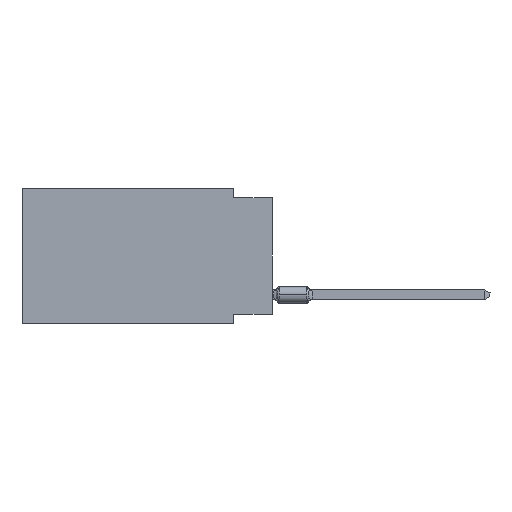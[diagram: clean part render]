
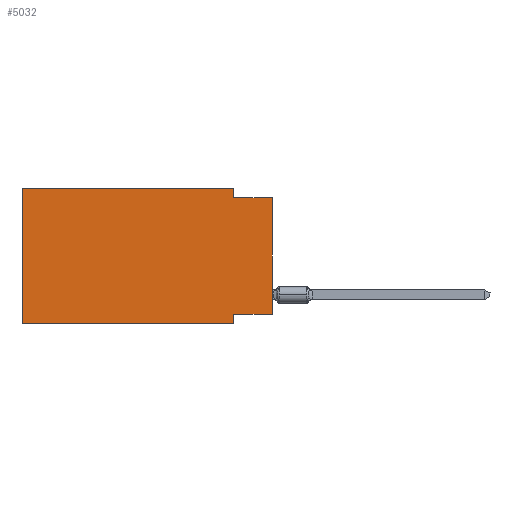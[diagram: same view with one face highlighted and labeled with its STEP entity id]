
A CAD part, left-side view. The second image highlights one B-rep face of the part: STEP entity #5032.
In plain terms, the highlighted planar face has unit normal (-1, 0, 0).
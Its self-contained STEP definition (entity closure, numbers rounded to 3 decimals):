
#924 = EDGE_CURVE ( 'NONE', #51563, #53280, #62780, .T. ) ;
#1810 = EDGE_CURVE ( 'NONE', #7182, #75070, #68724, .T. ) ;
#3151 = EDGE_CURVE ( 'NONE', #7182, #74504, #75379, .T. ) ;
#4119 = ORIENTED_EDGE ( 'NONE', *, *, #22634, .T. ) ;
#4643 = VECTOR ( 'NONE', #62892, 1000. ) ;
#5032 = ADVANCED_FACE ( 'NONE', ( #46390 ), #33194, .F. ) ;
#5705 = CARTESIAN_POINT ( 'NONE',  ( 0., 16.383, 0. ) ) ;
#7181 = CARTESIAN_POINT ( 'NONE',  ( 0., 2.54, -8.89 ) ) ;
#7182 = VERTEX_POINT ( 'NONE', #38489 ) ;
#7269 = CARTESIAN_POINT ( 'NONE',  ( 0., 0., -0.635 ) ) ;
#8022 = EDGE_LOOP ( 'NONE', ( #39963, #16798, #50224, #30291, #62675, #4119, #66269, #10793 ) ) ;
#8872 = CARTESIAN_POINT ( 'NONE',  ( 0., 2.54, -8.89 ) ) ;
#10447 = LINE ( 'NONE', #51685, #32531 ) ;
#10637 = CARTESIAN_POINT ( 'NONE',  ( 0., 16.383, 0. ) ) ;
#10793 = ORIENTED_EDGE ( 'NONE', *, *, #3151, .F. ) ;
#11150 = CARTESIAN_POINT ( 'NONE',  ( 0., 2.54, 0. ) ) ;
#11507 = CARTESIAN_POINT ( 'NONE',  ( 0., 2.54, 0. ) ) ;
#11923 = EDGE_CURVE ( 'NONE', #74504, #75578, #62554, .T. ) ;
#12097 = VERTEX_POINT ( 'NONE', #11150 ) ;
#13939 = AXIS2_PLACEMENT_3D ( 'NONE', #10637, #16083, #76351 ) ;
#15412 = CARTESIAN_POINT ( 'NONE',  ( 0., 0., 0. ) ) ;
#16083 = DIRECTION ( 'NONE',  ( 1., 0., 0. ) ) ;
#16798 = ORIENTED_EDGE ( 'NONE', *, *, #18477, .F. ) ;
#18477 = EDGE_CURVE ( 'NONE', #64212, #75070, #50102, .T. ) ;
#19463 = VECTOR ( 'NONE', #26991, 1000. ) ;
#21300 = DIRECTION ( 'NONE',  ( 0., 0., -1. ) ) ;
#22634 = EDGE_CURVE ( 'NONE', #51563, #75578, #26637, .T. ) ;
#23717 = VECTOR ( 'NONE', #36772, 1000. ) ;
#25641 = VECTOR ( 'NONE', #72552, 1000. ) ;
#26637 = LINE ( 'NONE', #44130, #25641 ) ;
#26991 = DIRECTION ( 'NONE',  ( 0., 0., 1. ) ) ;
#27701 = EDGE_CURVE ( 'NONE', #53280, #12097, #10447, .T. ) ;
#29115 = CARTESIAN_POINT ( 'NONE',  ( 0., 2.54, -0.635 ) ) ;
#30291 = ORIENTED_EDGE ( 'NONE', *, *, #27701, .F. ) ;
#32531 = VECTOR ( 'NONE', #50914, 1000. ) ;
#33194 = PLANE ( 'NONE',  #13939 ) ;
#36003 = CARTESIAN_POINT ( 'NONE',  ( 0., 0., -8.255 ) ) ;
#36715 = DIRECTION ( 'NONE',  ( 0., 0., -1. ) ) ;
#36772 = DIRECTION ( 'NONE',  ( 0., 1., 0. ) ) ;
#38489 = CARTESIAN_POINT ( 'NONE',  ( 0., 0., -8.255 ) ) ;
#39963 = ORIENTED_EDGE ( 'NONE', *, *, #1810, .T. ) ;
#44130 = CARTESIAN_POINT ( 'NONE',  ( 0., 16.383, -8.89 ) ) ;
#44638 = VECTOR ( 'NONE', #73834, 1000. ) ;
#46390 = FACE_OUTER_BOUND ( 'NONE', #8022, .T. ) ;
#48797 = LINE ( 'NONE', #11507, #65965 ) ;
#50102 = LINE ( 'NONE', #60998, #44638 ) ;
#50224 = ORIENTED_EDGE ( 'NONE', *, *, #60292, .F. ) ;
#50914 = DIRECTION ( 'NONE',  ( 0., -1., 0. ) ) ;
#51563 = VERTEX_POINT ( 'NONE', #74071 ) ;
#51685 = CARTESIAN_POINT ( 'NONE',  ( 0., 16.383, 0. ) ) ;
#52671 = VECTOR ( 'NONE', #21300, 1000. ) ;
#53280 = VERTEX_POINT ( 'NONE', #5705 ) ;
#60292 = EDGE_CURVE ( 'NONE', #12097, #64212, #48797, .T. ) ;
#60998 = CARTESIAN_POINT ( 'NONE',  ( 0., 0., -0.635 ) ) ;
#62013 = CARTESIAN_POINT ( 'NONE',  ( 0., 16.383, 0. ) ) ;
#62554 = LINE ( 'NONE', #8872, #52671 ) ;
#62675 = ORIENTED_EDGE ( 'NONE', *, *, #924, .F. ) ;
#62780 = LINE ( 'NONE', #62013, #19463 ) ;
#62892 = DIRECTION ( 'NONE',  ( 0., 0., 1. ) ) ;
#64212 = VERTEX_POINT ( 'NONE', #29115 ) ;
#65356 = CARTESIAN_POINT ( 'NONE',  ( 0., 2.54, -8.255 ) ) ;
#65965 = VECTOR ( 'NONE', #36715, 1000. ) ;
#66269 = ORIENTED_EDGE ( 'NONE', *, *, #11923, .F. ) ;
#68724 = LINE ( 'NONE', #15412, #4643 ) ;
#72552 = DIRECTION ( 'NONE',  ( 0., -1., 0. ) ) ;
#73834 = DIRECTION ( 'NONE',  ( 0., -1., 0. ) ) ;
#74071 = CARTESIAN_POINT ( 'NONE',  ( 0., 16.383, -8.89 ) ) ;
#74504 = VERTEX_POINT ( 'NONE', #65356 ) ;
#75070 = VERTEX_POINT ( 'NONE', #7269 ) ;
#75379 = LINE ( 'NONE', #36003, #23717 ) ;
#75578 = VERTEX_POINT ( 'NONE', #7181 ) ;
#76351 = DIRECTION ( 'NONE',  ( 0., 0., -1. ) ) ;
